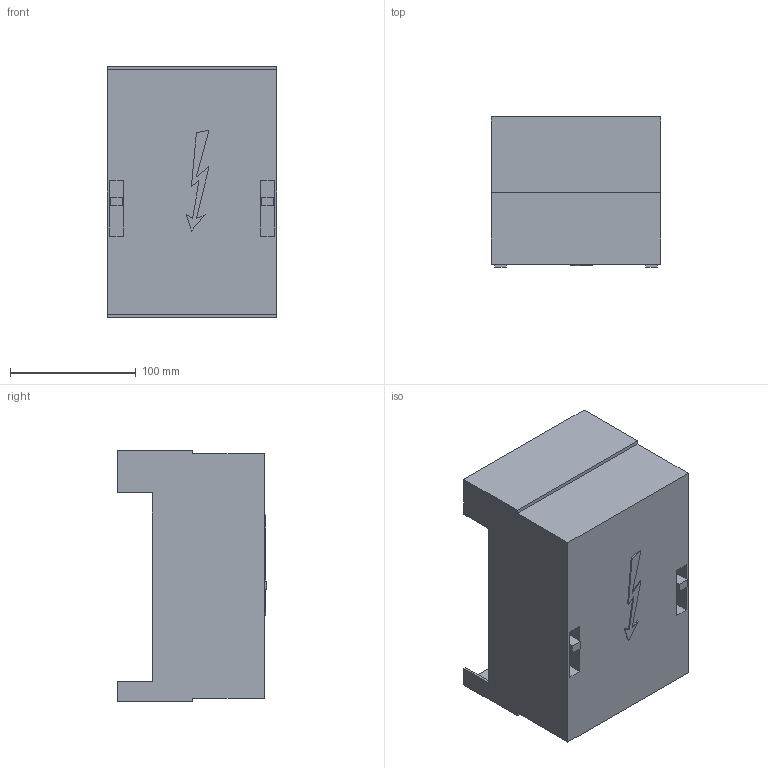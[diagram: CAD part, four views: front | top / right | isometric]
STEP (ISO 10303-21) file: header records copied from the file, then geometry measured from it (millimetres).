
FILE_DESCRIPTION(/* description */ ('STEP AP214'),/* implementation_level */ '2;1');
FILE_NAME(/* name */ '01756',/* time_stamp */ '2024-11-11T16:44:00+01:00',/* author */ ('License CC BY-ND 4.0'),/* organization */ ('CADENAS'),/* preprocessor_version */ 'ST-DEVELOPER v19.3',/* originating_system */ 'PARTsolutions',/* authorisation */ ' ');
FILE_SCHEMA (('AUTOMOTIVE_DESIGN {1 0 10303 214 3 1 1}'));
Length unit declared in the file: millimetre
Products named in the file (2): 01756; 01756000
Assembly tree (1 placements, depth 2):
  01756
    01756000
Bounding box: 135 x 119 x 200 mm (x, y, z)
Volume: 193722.3 mm3; surface area: 194044.7 mm2
Topology: 1 solids, 1 shells, 66 faces, 177 edges, 118 vertices
Faces by surface type: plane 66
Entity records: 2526 total; most frequent: CARTESIAN_POINT 363, ORIENTED_EDGE 354, DIRECTION 313, EDGE_CURVE 177, LINE 177, VECTOR 177, VERTEX_POINT 118, EDGE_LOOP 71
